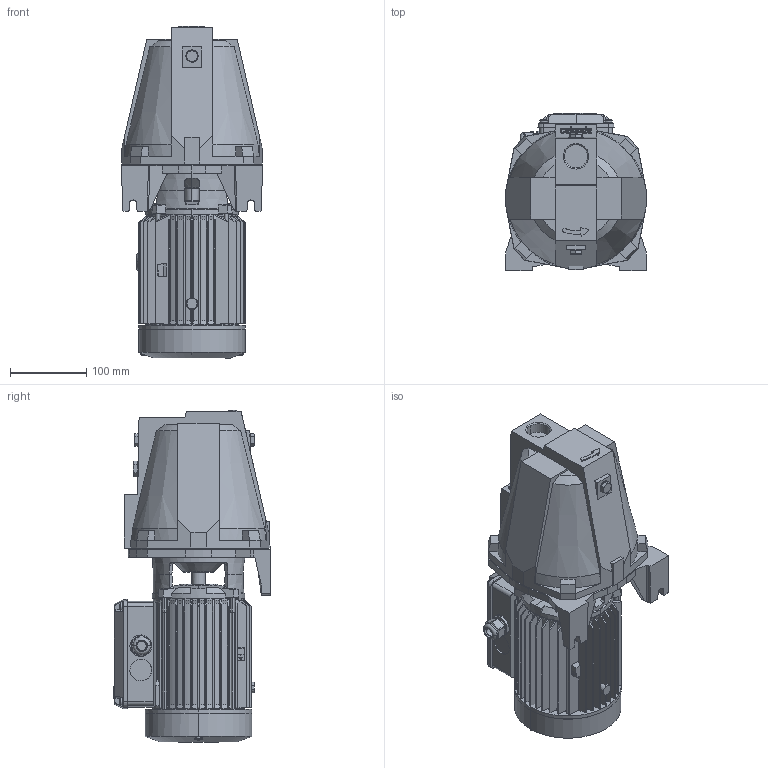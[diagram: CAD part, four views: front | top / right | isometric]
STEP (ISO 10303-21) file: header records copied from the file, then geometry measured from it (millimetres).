
FILE_DESCRIPTION (( 'STEP AP214' ), '1' );
FILE_NAME ('4_93_201_01_REV00.step', '2020-05-20T09:32:05', ( '' ), ( '' ), 'SwSTEP 2.0', 'SolidWorks 2019', '' );
FILE_SCHEMA (( 'AUTOMOTIVE_DESIGN' ));
Length unit declared in the file: millimetre
Products named in the file (2): 4_93_201_01_REV00; Copia di 65144^4_93_201_01_REV00
Assembly tree (1 placements, depth 2):
  4_93_201_01_REV00
    Copia di 65144^4_93_201_01_REV00
Bounding box: 185 x 207.2 x 436.5 mm (x, y, z)
Volume: 7251832.9 mm3; surface area: 543013.9 mm2
Topology: 8 solids, 8 shells, 3433 faces, 9792 edges, 6485 vertices
Faces by surface type: bspline 2126, plane 838, cylinder 233, cone 216, sphere 12, torus 8
Entity records: 113099 total; most frequent: CARTESIAN_POINT 34559, ORIENTED_EDGE 19584, DIRECTION 10503, EDGE_CURVE 9792, VERTEX_POINT 6485, LINE 6323, VECTOR 6323, EDGE_LOOP 3551
